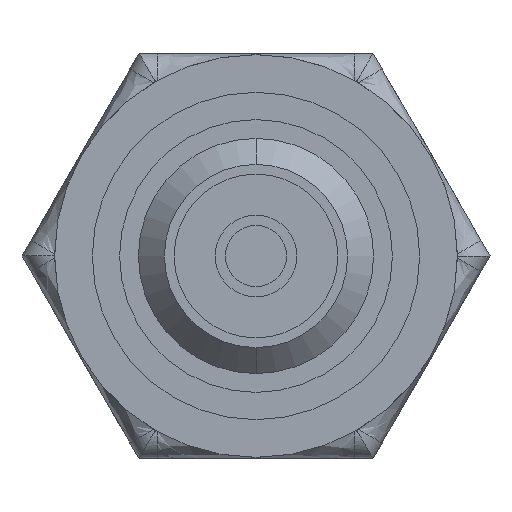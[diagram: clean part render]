
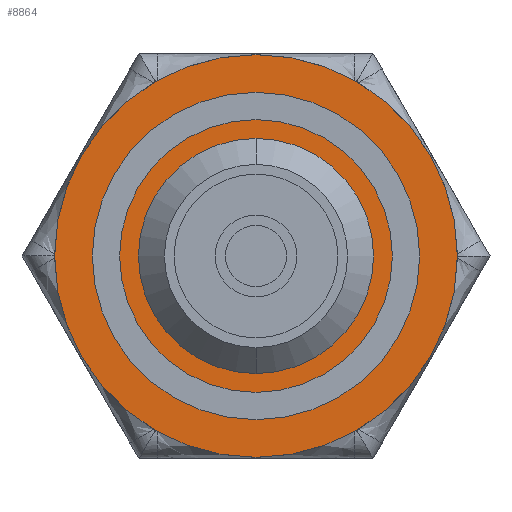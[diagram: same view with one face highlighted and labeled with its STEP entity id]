
A CAD part, front view. The second image highlights one B-rep face of the part: STEP entity #8864.
In plain terms, the highlighted planar face has unit normal (0, -1, 0).
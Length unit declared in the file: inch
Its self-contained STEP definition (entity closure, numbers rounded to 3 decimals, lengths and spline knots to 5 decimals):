
#3361 = CARTESIAN_POINT ( 'NONE',  ( 0., -0.2275, 0.0905 ) ) ;
#3363 = DIRECTION ( 'NONE',  ( 0., 0., -1. ) ) ;
#3365 = DIRECTION ( 'NONE',  ( 0., -1., 0. ) ) ;
#3366 = CARTESIAN_POINT ( 'NONE',  ( 0., -0.2275, 0. ) ) ;
#3368 = AXIS2_PLACEMENT_3D ( 'NONE', #3366, #3365, #3363 ) ;
#3370 = CIRCLE ( 'NONE', #3368, 0.0905 ) ;
#3393 = CARTESIAN_POINT ( 'NONE',  ( 0., -0.2275, -0.0905 ) ) ;
#3446 = FACE_BOUND ( 'NONE', #8898, .T. ) ;
#3448 = FACE_OUTER_BOUND ( 'NONE', #8865, .T. ) ;
#3503 = CIRCLE ( 'NONE', #3621, 0.155 ) ;
#3508 = DIRECTION ( 'NONE',  ( 0., 0., -1. ) ) ;
#3510 = DIRECTION ( 'NONE',  ( 0., -1., 0. ) ) ;
#3512 = CARTESIAN_POINT ( 'NONE',  ( 0., -0.2275, 0. ) ) ;
#3514 = AXIS2_PLACEMENT_3D ( 'NONE', #3512, #3510, #3508 ) ;
#3516 = PLANE ( 'NONE',  #3514 ) ;
#3517 = CARTESIAN_POINT ( 'NONE',  ( 0., -0.2275, 0. ) ) ;
#3617 = DIRECTION ( 'NONE',  ( 0., 0., -1. ) ) ;
#3619 = DIRECTION ( 'NONE',  ( 0., -1., 0. ) ) ;
#3621 = AXIS2_PLACEMENT_3D ( 'NONE', #3517, #3619, #3617 ) ;
#3847 = DIRECTION ( 'NONE',  ( 0., 0., -1. ) ) ;
#3848 = DIRECTION ( 'NONE',  ( 0., -1., 0. ) ) ;
#3849 = AXIS2_PLACEMENT_3D ( 'NONE', #3860, #3848, #3847 ) ;
#3860 = CARTESIAN_POINT ( 'NONE',  ( 0., -0.2275, 0. ) ) ;
#3861 = CIRCLE ( 'NONE', #3849, 0.0905 ) ;
#3994 = CARTESIAN_POINT ( 'NONE',  ( 0., -0.2275, 0.155 ) ) ;
#3995 = DIRECTION ( 'NONE',  ( 0., 0., -1. ) ) ;
#3996 = DIRECTION ( 'NONE',  ( 0., -1., 0. ) ) ;
#3997 = CARTESIAN_POINT ( 'NONE',  ( 0., -0.2275, 0. ) ) ;
#3998 = AXIS2_PLACEMENT_3D ( 'NONE', #3997, #3996, #3995 ) ;
#3999 = CIRCLE ( 'NONE', #3998, 0.155 ) ;
#4374 = CARTESIAN_POINT ( 'NONE',  ( 0., -0.2275, -0.155 ) ) ;
#8864 = ADVANCED_FACE ( 'NONE', ( #3448, #3446 ), #3516, .T. ) ;
#8865 = EDGE_LOOP ( 'NONE', ( #8866, #8897 ) ) ;
#8866 = ORIENTED_EDGE ( 'NONE', *, *, #8867, .T. ) ;
#8867 = EDGE_CURVE ( 'NONE', #8981, #9148, #3503, .T. ) ;
#8897 = ORIENTED_EDGE ( 'NONE', *, *, #8980, .T. ) ;
#8898 = EDGE_LOOP ( 'NONE', ( #9030, #9029 ) ) ;
#8920 = VERTEX_POINT ( 'NONE', #3393 ) ;
#8922 = EDGE_CURVE ( 'NONE', #8920, #8923, #3370, .T. ) ;
#8923 = VERTEX_POINT ( 'NONE', #3361 ) ;
#8980 = EDGE_CURVE ( 'NONE', #9148, #8981, #3999, .T. ) ;
#8981 = VERTEX_POINT ( 'NONE', #3994 ) ;
#9029 = ORIENTED_EDGE ( 'NONE', *, *, #8922, .F. ) ;
#9030 = ORIENTED_EDGE ( 'NONE', *, *, #9036, .F. ) ;
#9036 = EDGE_CURVE ( 'NONE', #8923, #8920, #3861, .T. ) ;
#9148 = VERTEX_POINT ( 'NONE', #4374 ) ;
